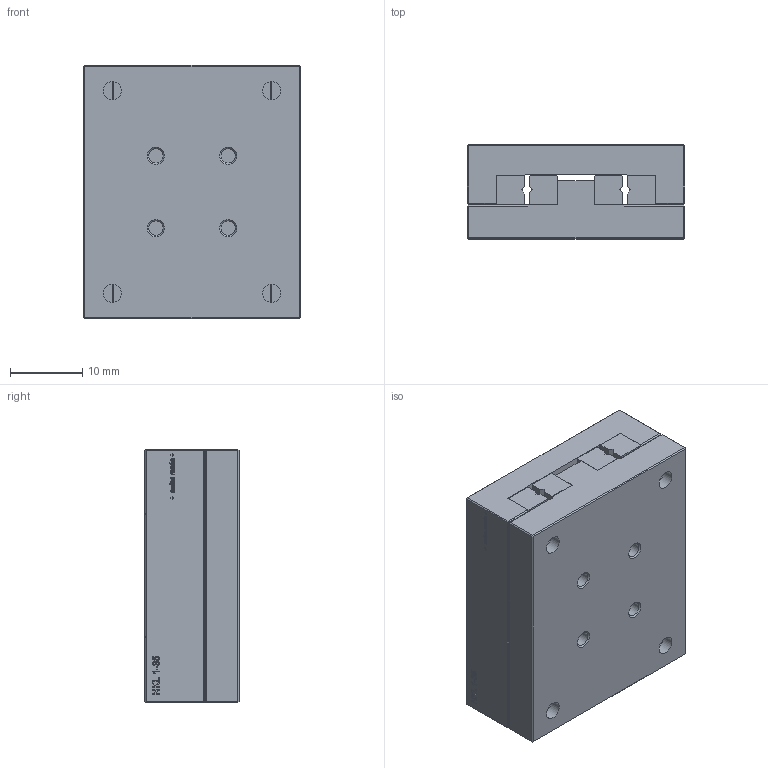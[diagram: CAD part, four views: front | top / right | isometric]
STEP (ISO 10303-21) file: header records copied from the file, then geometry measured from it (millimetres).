
FILE_DESCRIPTION(('FreeCAD Model'),'2;1');
FILE_NAME('NKL 1-35.step', '2020-04-21T18:21:16',('Author'),(''), 'Open CASCADE STEP processor 6.8','FreeCAD','Unknown');
FILE_SCHEMA(('AUTOMOTIVE_DESIGN_CC2 { 1 2 10303 214 -1 1 5 4 }'));
Length unit declared in the file: millimetre
Products named in the file (3): ASSEMBLY; OT; UT
Assembly tree (2 placements, depth 2):
  ASSEMBLY
    OT
    UT
Bounding box: 30 x 13 x 35 mm (x, y, z)
Volume: 12800 mm3; surface area: 8930.4 mm2
Topology: 6 solids, 6 shells, 714 faces, 1934 edges, 1272 vertices
Faces by surface type: extrusion 377, plane 313, cylinder 16, cone 8
Full cylindrical faces by diameter (mm): 2 x8, 2.5 x4, 4.5 x4
Entity records: 47774 total; most frequent: CARTESIAN_POINT 11434, DIRECTION 5353, VECTOR 4563, LINE 4186, ORIENTED_EDGE 3868, PCURVE 3868, DEFINITIONAL_REPRESENTATION 3868, EDGE_CURVE 1934
